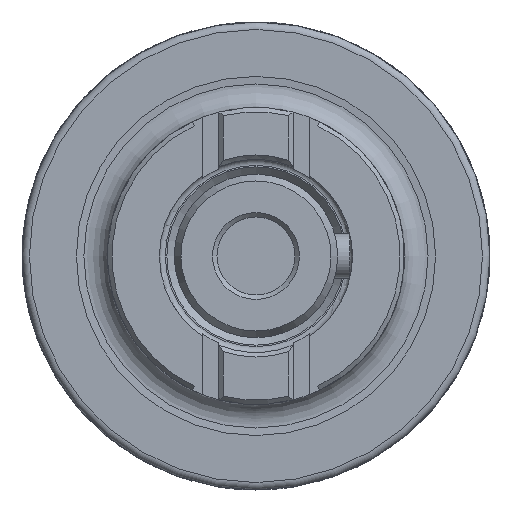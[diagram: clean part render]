
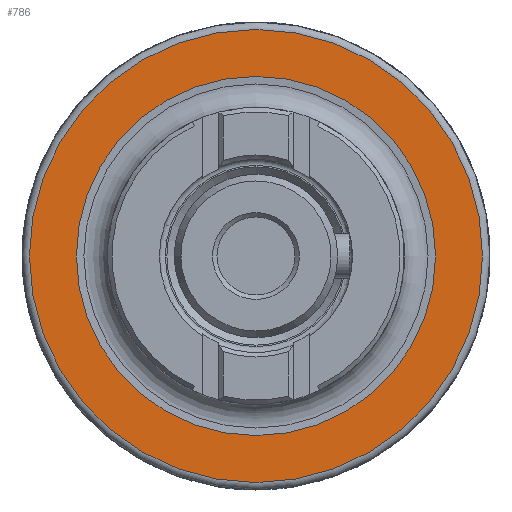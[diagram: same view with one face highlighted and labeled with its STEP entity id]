
A CAD part, left-side view. The second image highlights one B-rep face of the part: STEP entity #786.
In plain terms, the highlighted planar face has unit normal (-1, 0, 0).
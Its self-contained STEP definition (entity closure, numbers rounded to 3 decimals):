
#662=PLANE('',#2847);
#786=ADVANCED_FACE('',(#944,#945),#662,.F.);
#944=FACE_BOUND('',#1065,.T.);
#945=FACE_BOUND('',#1066,.T.);
#1065=EDGE_LOOP('',(#1503));
#1066=EDGE_LOOP('',(#1504));
#1503=ORIENTED_EDGE('',*,*,#2361,.T.);
#1504=ORIENTED_EDGE('',*,*,#2362,.F.);
#2053=VERTEX_POINT('',#4538);
#2054=VERTEX_POINT('',#4541);
#2361=EDGE_CURVE('',#2053,#2053,#2627,.T.);
#2362=EDGE_CURVE('',#2054,#2054,#2628,.T.);
#2627=CIRCLE('',#2844,30.495);
#2628=CIRCLE('',#2846,24.174);
#2844=AXIS2_PLACEMENT_3D('',#4537,#3322,#3323);
#2846=AXIS2_PLACEMENT_3D('',#4540,#3326,#3327);
#2847=AXIS2_PLACEMENT_3D('',#4542,#3328,#3329);
#3322=DIRECTION('',(-1.,0.,0.));
#3323=DIRECTION('',(0.,0.,-1.));
#3326=DIRECTION('',(-1.,0.,0.));
#3327=DIRECTION('',(0.,0.,-1.));
#3328=DIRECTION('',(1.,0.,0.));
#3329=DIRECTION('',(0.,0.,-1.));
#4537=CARTESIAN_POINT('',(92.,0.,0.));
#4538=CARTESIAN_POINT('',(92.,0.,-30.495));
#4540=CARTESIAN_POINT('',(92.,0.,0.));
#4541=CARTESIAN_POINT('',(92.,0.,-24.174));
#4542=CARTESIAN_POINT('',(92.,24.174,0.));
